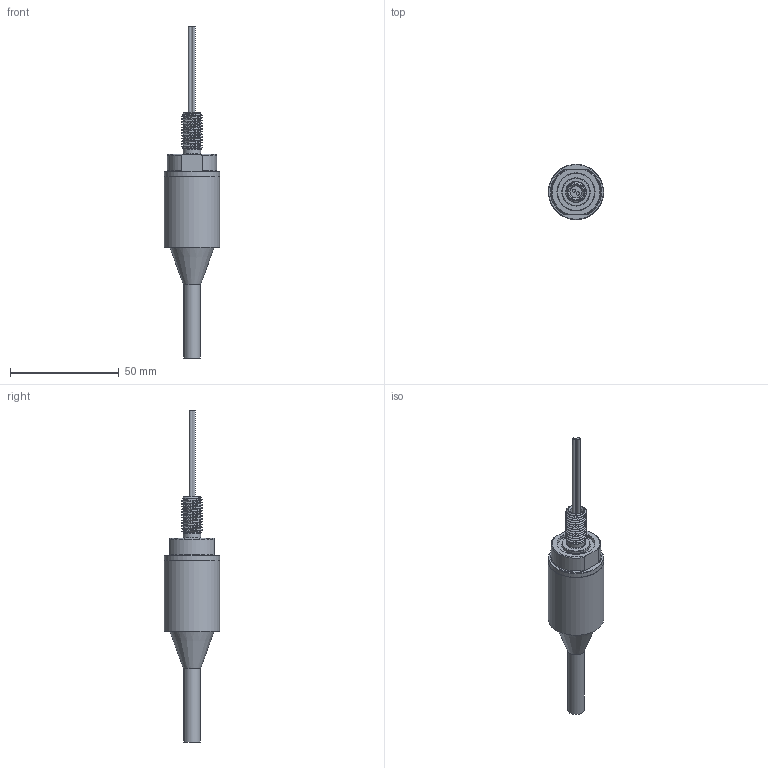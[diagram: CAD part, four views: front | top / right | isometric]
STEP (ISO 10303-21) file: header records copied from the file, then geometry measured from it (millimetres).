
FILE_DESCRIPTION(/* description */ (''),/* implementation_level */ '2;1');
FILE_NAME(/* name */ 'PNASTA 3-8.stp',/* time_stamp */ '2015-10-06T09:42:09+02:00',/* author */ ('sh'),/* organization */ (''),/* preprocessor_version */ 'ST-DEVELOPER v15.2',/* originating_system */ 'Autodesk Inventor 2014',/* authorisation */ '');
FILE_SCHEMA (('AUTOMOTIVE_DESIGN { 1 0 10303 214 3 1 1 }'));
Length unit declared in the file: inch
Products named in the file (1): PNASTA 3-8
Bounding box: 25.35 x 25.35 x 152.41 mm (x, y, z)
Volume: 26847.3 mm3; surface area: 9912.9 mm2
Topology: 5 solids, 5 shells, 67 faces, 195 edges, 145 vertices
Faces by surface type: cylinder 27, plane 19, torus 14, cone 5, bspline 2
Full cylindrical faces by diameter (mm): 1.524 x2, 5.537 x1, 7.264 x1, 7.798 x1, 8.128 x13, 12.725 x1, 15.875 x1, 17.247 x1, 25.349 x2
Entity records: 3756 total; most frequent: CARTESIAN_POINT 2496, ORIENTED_EDGE 248, DIRECTION 212, EDGE_CURVE 124, VERTEX_POINT 112, AXIS2_PLACEMENT_3D 102, EDGE_LOOP 88, FACE_OUTER_BOUND 54
